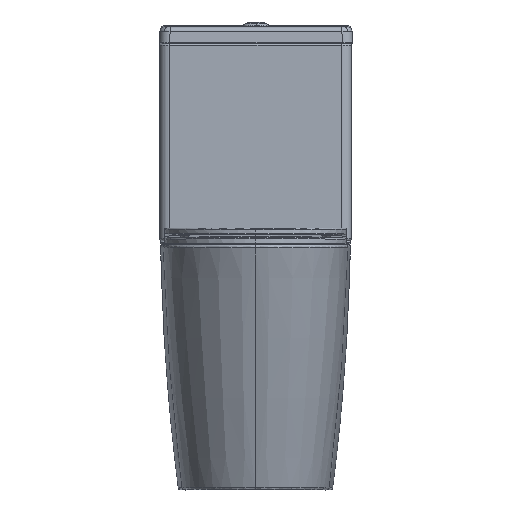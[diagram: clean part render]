
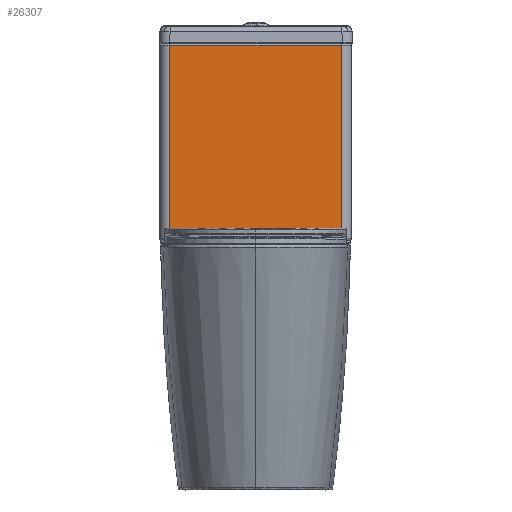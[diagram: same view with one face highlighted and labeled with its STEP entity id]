
A CAD part, top view. The second image highlights one B-rep face of the part: STEP entity #26307.
In plain terms, the highlighted planar face has unit normal (0, 0, 1).
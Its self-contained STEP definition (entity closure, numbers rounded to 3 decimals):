
#5335 = LINE ( 'NONE', #42914, #106365 ) ;
#5421 = ORIENTED_EDGE ( 'NONE', *, *, #29053, .T. ) ;
#6071 = EDGE_CURVE ( 'NONE', #17298, #42584, #91975, .T. ) ;
#7059 = CARTESIAN_POINT ( 'NONE',  ( 188., 388., 70. ) ) ;
#8287 = PLANE ( 'NONE',  #68549 ) ;
#16142 = DIRECTION ( 'NONE',  ( 0., 1., 0. ) ) ;
#17298 = VERTEX_POINT ( 'NONE', #48933 ) ;
#17962 = DIRECTION ( 'NONE',  ( -1., 0., 0. ) ) ;
#19259 = VERTEX_POINT ( 'NONE', #102856 ) ;
#26307 = ADVANCED_FACE ( 'NONE', ( #83506 ), #8287, .F. ) ;
#29053 = EDGE_CURVE ( 'NONE', #116605, #17298, #76228, .T. ) ;
#29513 = VECTOR ( 'NONE', #16142, 1000. ) ;
#34016 = CARTESIAN_POINT ( 'NONE',  ( 168., 388., 70. ) ) ;
#42584 = VERTEX_POINT ( 'NONE', #79336 ) ;
#42914 = CARTESIAN_POINT ( 'NONE',  ( -170., 388., 70. ) ) ;
#48692 = LINE ( 'NONE', #86326, #103735 ) ;
#48933 = CARTESIAN_POINT ( 'NONE',  ( 168., 5., 70. ) ) ;
#49050 = CARTESIAN_POINT ( 'NONE',  ( 168., 5., 70. ) ) ;
#53902 = DIRECTION ( 'NONE',  ( -1., 0., 0. ) ) ;
#68549 = AXIS2_PLACEMENT_3D ( 'NONE', #7059, #73636, #53902 ) ;
#69381 = EDGE_CURVE ( 'NONE', #42584, #19259, #48692, .T. ) ;
#71314 = EDGE_LOOP ( 'NONE', ( #72070, #90391, #99809, #5421 ) ) ;
#72070 = ORIENTED_EDGE ( 'NONE', *, *, #6071, .T. ) ;
#73636 = DIRECTION ( 'NONE',  ( 0., 0., -1. ) ) ;
#76228 = LINE ( 'NONE', #49050, #80376 ) ;
#79336 = CARTESIAN_POINT ( 'NONE',  ( 168., 385., 70. ) ) ;
#80376 = VECTOR ( 'NONE', #95946, 1000. ) ;
#80540 = DIRECTION ( 'NONE',  ( 0., -1., 0. ) ) ;
#83506 = FACE_OUTER_BOUND ( 'NONE', #71314, .T. ) ;
#86326 = CARTESIAN_POINT ( 'NONE',  ( 188., 385., 70. ) ) ;
#90391 = ORIENTED_EDGE ( 'NONE', *, *, #69381, .T. ) ;
#91975 = LINE ( 'NONE', #34016, #29513 ) ;
#95946 = DIRECTION ( 'NONE',  ( 1., 0., 0. ) ) ;
#99809 = ORIENTED_EDGE ( 'NONE', *, *, #106289, .T. ) ;
#102856 = CARTESIAN_POINT ( 'NONE',  ( -170., 385., 70. ) ) ;
#103735 = VECTOR ( 'NONE', #17962, 1000. ) ;
#106289 = EDGE_CURVE ( 'NONE', #19259, #116605, #5335, .T. ) ;
#106365 = VECTOR ( 'NONE', #80540, 1000. ) ;
#111274 = CARTESIAN_POINT ( 'NONE',  ( -170., 5., 70. ) ) ;
#116605 = VERTEX_POINT ( 'NONE', #111274 ) ;
